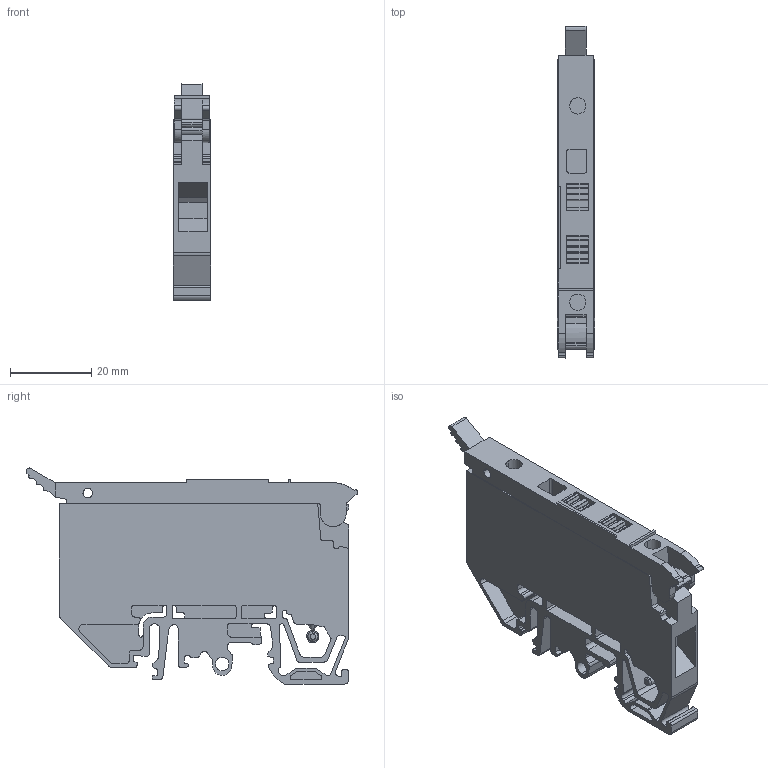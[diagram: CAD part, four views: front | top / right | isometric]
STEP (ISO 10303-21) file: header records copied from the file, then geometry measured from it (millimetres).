
FILE_DESCRIPTION(('CATIA V5 STEP Exchange','CAx-IF Rec.Pracs.--- Model Styling and Organization---1.4--- 2014-01-23'),'2;1');
FILE_NAME ('D1458326_0', '2020-04-30T04:37:57+00:00', ('none'), ('Weidmueller'), 'CATIA Version 5-6 Release 2016 SP3 HF44', 'CATIA V5 STEP AP214', 'none');
FILE_SCHEMA(('AUTOMOTIVE_DESIGN { 1 0 10303 214 1 1 1 1 }'));
Length unit declared in the file: millimetre
Products named in the file (1): 1880430000_WSI_4-2
Bounding box: 9.14 x 81.61 x 53.11 mm (x, y, z)
Volume: 23050.8 mm3; surface area: 12835.6 mm2
Topology: 1 solids, 1 shells, 470 faces, 1397 edges, 939 vertices
Faces by surface type: plane 262, cylinder 186, revolution 8, extrusion 8, cone 6
Entity records: 16890 total; most frequent: CARTESIAN_POINT 4240, ORIENTED_EDGE 2794, DIRECTION 2056, EDGE_CURVE 1397, VECTOR 970, LINE 962, VERTEX_POINT 939, AXIS2_PLACEMENT_3D 697
